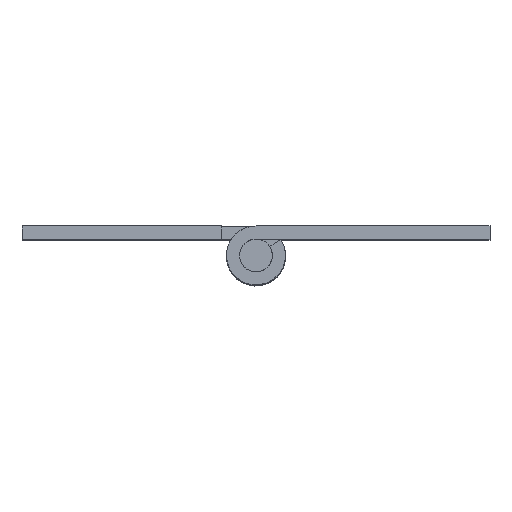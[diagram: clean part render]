
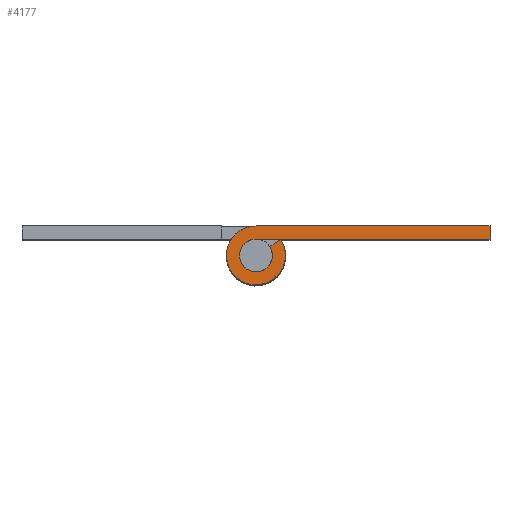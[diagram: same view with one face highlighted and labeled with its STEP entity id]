
A CAD part, top view. The second image highlights one B-rep face of the part: STEP entity #4177.
In plain terms, the highlighted free-form (B-spline) face has degree [1, 1] with [2, 2] control points.
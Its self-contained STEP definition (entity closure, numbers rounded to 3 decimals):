
#4100=CARTESIAN_POINT('',(-6.51,-4.947,102.));
#4101=CARTESIAN_POINT('',(37.76,-4.947,102.));
#4102=CARTESIAN_POINT('',(-6.51,4.949,102.));
#4103=CARTESIAN_POINT('',(37.76,4.949,102.));
#4104=B_SPLINE_SURFACE_WITH_KNOTS('',1,1,((#4100,#4102),(#4101,#4103)),.UNSPECIFIED.,.F.,.F.,.U.,(2,2),(2,2),(0.0,44.27),(0.0,9.897),.UNSPECIFIED.);
#4105=CARTESIAN_POINT('',(3.775,2.45,102.));
#4106=VERTEX_POINT('',#4105);
#4107=CARTESIAN_POINT('',(0.0,4.5,102.));
#4108=VERTEX_POINT('',#4107);
#4109=CARTESIAN_POINT('',(3.775,2.45,102.));
#4110=CARTESIAN_POINT('',(5.68,-0.486,102.));
#4111=CARTESIAN_POINT('',(3.304,-3.055,102.));
#4112=CARTESIAN_POINT('',(0.928,-5.625,102.));
#4113=CARTESIAN_POINT('',(-2.148,-3.954,102.));
#4114=CARTESIAN_POINT('',(-5.223,-2.284,102.));
#4115=CARTESIAN_POINT('',(-4.361,1.108,102.));
#4116=CARTESIAN_POINT('',(-3.5,4.5,102.));
#4117=CARTESIAN_POINT('',(0.0,4.5,102.));
#4125=(BOUNDED_CURVE()B_SPLINE_CURVE(2,(#4109,#4110,#4111,#4112,#4113,#4114,#4115,#4116,#4117),.UNSPECIFIED.,.F.,.U.)B_SPLINE_CURVE_WITH_KNOTS((3,2,2,2,3),(0.0,0.25,0.5,0.75,1.0),.UNSPECIFIED.)CURVE()GEOMETRIC_REPRESENTATION_ITEM()RATIONAL_B_SPLINE_CURVE((1.0,0.789,1.0,0.789,1.0,0.789,1.0,0.789,1.0))REPRESENTATION_ITEM(''));
#4126=EDGE_CURVE('',#4106,#4108,#4125,.T.);
#4127=ORIENTED_EDGE('',*,*,#4126,.F.);
#4128=CARTESIAN_POINT('',(2.097,1.361,102.));
#4129=VERTEX_POINT('',#4128);
#4130=CARTESIAN_POINT('',(2.097,1.361,102.));
#4131=CARTESIAN_POINT('',(3.775,2.45,102.));
#4132=QUASI_UNIFORM_CURVE('',1,(#4130,#4131),.UNSPECIFIED.,.F.,.U.);
#4133=EDGE_CURVE('',#4129,#4106,#4132,.T.);
#4134=ORIENTED_EDGE('',*,*,#4133,.F.);
#4135=CARTESIAN_POINT('',(0.0,2.5,102.));
#4136=VERTEX_POINT('',#4135);
#4137=CARTESIAN_POINT('',(2.097,1.361,102.));
#4138=CARTESIAN_POINT('',(3.156,-0.27,102.));
#4139=CARTESIAN_POINT('',(1.836,-1.697,102.));
#4140=CARTESIAN_POINT('',(0.515,-3.125,102.));
#4141=CARTESIAN_POINT('',(-1.193,-2.197,102.));
#4142=CARTESIAN_POINT('',(-2.902,-1.269,102.));
#4143=CARTESIAN_POINT('',(-2.423,0.616,102.));
#4144=CARTESIAN_POINT('',(-1.944,2.5,102.));
#4145=CARTESIAN_POINT('',(0.0,2.5,102.));
#4153=(BOUNDED_CURVE()B_SPLINE_CURVE(2,(#4137,#4138,#4139,#4140,#4141,#4142,#4143,#4144,#4145),.UNSPECIFIED.,.F.,.U.)B_SPLINE_CURVE_WITH_KNOTS((3,2,2,2,3),(0.0,0.25,0.5,0.75,1.0),.UNSPECIFIED.)CURVE()GEOMETRIC_REPRESENTATION_ITEM()RATIONAL_B_SPLINE_CURVE((1.0,0.789,1.0,0.789,1.0,0.789,1.0,0.789,1.0))REPRESENTATION_ITEM(''));
#4154=EDGE_CURVE('',#4129,#4136,#4153,.T.);
#4155=ORIENTED_EDGE('',*,*,#4154,.T.);
#4156=CARTESIAN_POINT('',(35.75,2.5,102.));
#4157=VERTEX_POINT('',#4156);
#4158=CARTESIAN_POINT('',(35.75,2.5,102.));
#4159=CARTESIAN_POINT('',(0.0,2.5,102.));
#4160=QUASI_UNIFORM_CURVE('',1,(#4158,#4159),.UNSPECIFIED.,.F.,.U.);
#4161=EDGE_CURVE('',#4157,#4136,#4160,.T.);
#4162=ORIENTED_EDGE('',*,*,#4161,.F.);
#4163=CARTESIAN_POINT('',(35.75,4.5,102.));
#4164=VERTEX_POINT('',#4163);
#4165=CARTESIAN_POINT('',(35.75,4.5,102.));
#4166=CARTESIAN_POINT('',(35.75,2.5,102.));
#4167=QUASI_UNIFORM_CURVE('',1,(#4165,#4166),.UNSPECIFIED.,.F.,.U.);
#4168=EDGE_CURVE('',#4164,#4157,#4167,.T.);
#4169=ORIENTED_EDGE('',*,*,#4168,.F.);
#4170=CARTESIAN_POINT('',(0.0,4.5,102.));
#4171=CARTESIAN_POINT('',(35.75,4.5,102.));
#4172=QUASI_UNIFORM_CURVE('',1,(#4170,#4171),.UNSPECIFIED.,.F.,.U.);
#4173=EDGE_CURVE('',#4108,#4164,#4172,.T.);
#4174=ORIENTED_EDGE('',*,*,#4173,.F.);
#4175=EDGE_LOOP('',(#4127,#4134,#4155,#4162,#4169,#4174));
#4176=FACE_OUTER_BOUND('',#4175,.T.);
#4177=ADVANCED_FACE('',(#4176),#4104,.T.);
